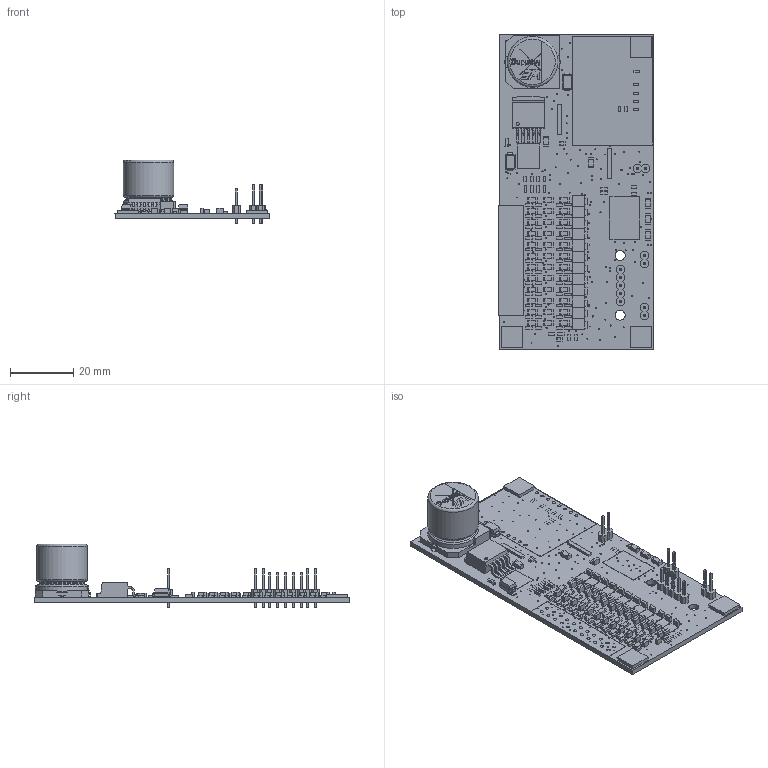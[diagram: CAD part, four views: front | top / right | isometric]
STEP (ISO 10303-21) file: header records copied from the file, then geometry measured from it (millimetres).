
FILE_DESCRIPTION(/* description */ (''),/* implementation_level */ '2;1');
FILE_NAME(/* name */ '6c7b2ae8-cc34-46a7-bbcb-7b249e1e70c9.stp',/* time_stamp */ '2023-01-20T23:40:19Z',/* author */ (''),/* organization */ (''),/* preprocessor_version */ 'ST-DEVELOPER v19.2',/* originating_system */ 'Autodesk Translation Framework v11.17.0.187',/* authorisation */ '');
FILE_SCHEMA (('AUTOMOTIVE_DESIGN { 1 0 10303 214 3 1 1 }'));
Length unit declared in the file: millimetre
Products named in the file (25): 6c7b2ae8-cc34-46a7-bbcb-7b249e1e70c9; PCB Component; Board; WEMOS-D1-MINI; 20k; KT-0603R; 1X02; 100R; 100n; 10R0; BSS84LT1G; 1uF; 1X05; 1X02 (1); 2X11_MEB12S; MOUNT-HOLE3.2; C1017; LTC6811IG-1#PBF; LM2596S-5.0_NOPB; C16015; C2929443; C249880; C249935; Base_Φ16Capacitor; capicitor_16x17x6
Assembly tree (160 placements, depth 4):
  6c7b2ae8-cc34-46a7-bbcb-7b249e1e70c9
    PCB Component
      Board
      WEMOS-D1-MINI
      20k  x15
      KT-0603R  x16
      1X02
      100R  x38
      100n  x15
      10R0  x36
      BSS84LT1G  x12
      1uF  x5
      1X05
      1X02 (1)  x2
      2X11_MEB12S
      MOUNT-HOLE3.2  x3
      C1017  x2
      LTC6811IG-1#PBF
      LM2596S-5.0_NOPB
      C16015  x2
      C2929443
      C249880  x2
      C249935
        Base_Φ16Capacitor
        capicitor_16x17x6
Bounding box: 49.33 x 100 x 20.3 mm (x, y, z)
Volume: 12860.8 mm3; surface area: 19254.3 mm2
Topology: 158 solids, 158 shells, 2269 faces, 5593 edges, 3685 vertices
Faces by surface type: plane 1852, cylinder 394, bspline 16, torus 7
Full cylindrical faces by diameter (mm): 0.3 x175, 0.35 x94, 1 x17, 1.016 x33, 1.25 x2, 1.587 x4, 2 x1, 2.32 x1, 3.2 x5, 3.92 x1, 4.24 x1, 5.84 x1, 6.16 x1, 9.68 x1, 10 x1, 11.2 x1, 14.24 x1, 15.9 x1, 16 x2
Entity records: 37695 total; most frequent: CARTESIAN_POINT 6845, DIRECTION 6002, ORIENTED_EDGE 5582, EDGE_CURVE 2791, AXIS2_PLACEMENT_3D 2033, LINE 1936, VECTOR 1936, VERTEX_POINT 1825
